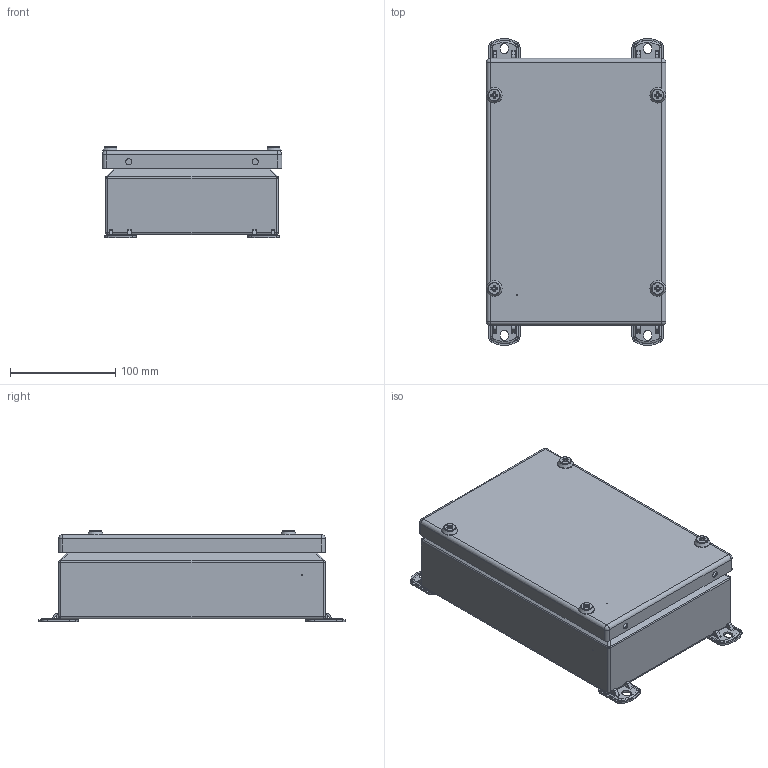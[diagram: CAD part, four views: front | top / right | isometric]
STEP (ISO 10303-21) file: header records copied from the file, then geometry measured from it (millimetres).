
FILE_DESCRIPTION(/* description */ ('1412SDC 10" x 6.5" x 3" Assembly'),/* implementation_level */ '2;1');
FILE_NAME(/* name */ '1412SDC090603.stp',/* time_stamp */ '2025-05-22T16:38:09-04:00',/* author */ ('BoxCad'),/* organization */ (''),/* preprocessor_version */ 'ST-DEVELOPER v20',/* originating_system */ 'Autodesk Inventor 2024',/* authorisation */ '');
FILE_SCHEMA (('AUTOMOTIVE_DESIGN { 1 0 10303 214 3 1 1 }'));
Length unit declared in the file: inch
Products named in the file (15): 1412SDC090603; 1412SDC090603B; 1412SDC090603B-P; RIVET_NUT_M5_FH_OE; 885ESCHMF1-Feet; STK-Q-03071; RIVET_NUT_M6_FH_CE; 1412SDC090603AK; STK-Q-03040; STK-Q-77290; 1412SDC090603C; 1412SDC090603C-P; 1412SDC090603G; STK-P-02400S; STANDOFF_M6 x 10mm
Assembly tree (34 placements, depth 3):
  1412SDC090603
    1412SDC090603B
      1412SDC090603B-P
      RIVET_NUT_M5_FH_OE  x4
      STK-P-02400S
      STANDOFF_M6 x 10mm
      885ESCHMF1-Feet  x4
      STK-Q-03071  x4
      RIVET_NUT_M6_FH_CE  x4
    1412SDC090603AK
      STK-Q-03040  x4
      STK-Q-77290  x4
    1412SDC090603C
      1412SDC090603C-P
      1412SDC090603G
      STK-P-02400S
      STANDOFF_M6 x 10mm
Bounding box: 171.1 x 292 x 87.39 mm (x, y, z)
Volume: 261237 mm3; surface area: 373475 mm2
Topology: 29 solids, 29 shells, 2870 faces, 6912 edges, 4044 vertices
Faces by surface type: cylinder 994, plane 740, torus 496, bspline 296, cone 228, sphere 116
Full cylindrical faces by diameter (mm): 0.762 x2, 0.9 x2, 3.5 x4, 4 x4, 4.9 x16, 5 x4, 5.029 x4, 5.03 x4, 5.1 x10, 5.842 x4, 5.9 x36, 6.1 x2, 7.024 x4, 7.036 x4, 10 x2, 12.7 x4, 15 x4
Entity records: 33683 total; most frequent: CARTESIAN_POINT 10718, DIRECTION 4906, ORIENTED_EDGE 4590, EDGE_CURVE 2295, AXIS2_PLACEMENT_3D 1926, VERTEX_POINT 1370, LINE 1054, VECTOR 1054
